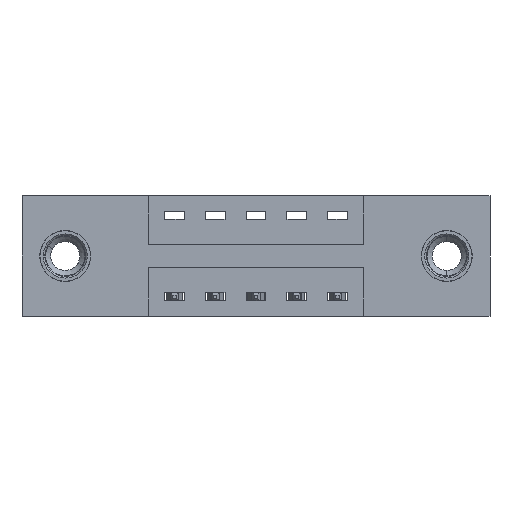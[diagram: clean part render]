
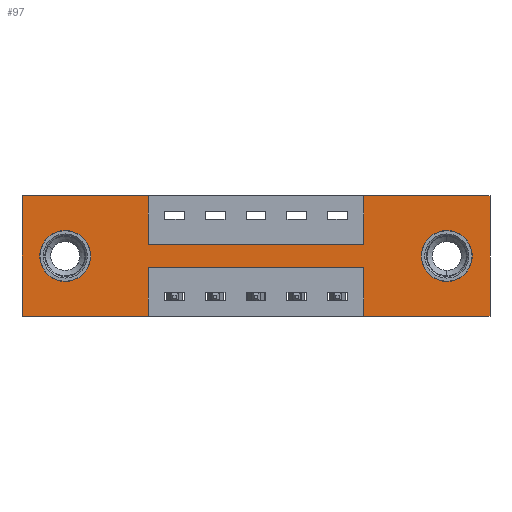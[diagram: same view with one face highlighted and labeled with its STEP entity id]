
A CAD part, front view. The second image highlights one B-rep face of the part: STEP entity #97.
In plain terms, the highlighted planar face has unit normal (0, -1, 0).
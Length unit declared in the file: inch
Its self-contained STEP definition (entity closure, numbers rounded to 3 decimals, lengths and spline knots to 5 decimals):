
#41 = ORIENTED_EDGE ( 'NONE', *, *, #2197, .F. ) ;
#97 = ADVANCED_FACE ( 'NONE', ( #8700, #7267, #7942 ), #881, .T. ) ;
#100 = VECTOR ( 'NONE', #7706, 39.37008 ) ;
#113 = CIRCLE ( 'NONE', #2549, 0.078 ) ;
#175 = DIRECTION ( 'NONE',  ( 0., -1., 0. ) ) ;
#185 = VERTEX_POINT ( 'NONE', #1819 ) ;
#248 = ORIENTED_EDGE ( 'NONE', *, *, #8292, .F. ) ;
#312 = LINE ( 'NONE', #389, #2534 ) ;
#340 = VERTEX_POINT ( 'NONE', #7806 ) ;
#389 = CARTESIAN_POINT ( 'NONE',  ( 0., 0., 0. ) ) ;
#462 = VERTEX_POINT ( 'NONE', #1807 ) ;
#502 = EDGE_LOOP ( 'NONE', ( #4417, #5664 ) ) ;
#703 = CARTESIAN_POINT ( 'NONE',  ( 0.1325, 0., -0.185 ) ) ;
#733 = VECTOR ( 'NONE', #1927, 39.37008 ) ;
#745 = VECTOR ( 'NONE', #4104, 39.37008 ) ;
#760 = DIRECTION ( 'NONE',  ( 0., 1., 0. ) ) ;
#773 = DIRECTION ( 'NONE',  ( 0., 0., -1. ) ) ;
#881 = PLANE ( 'NONE',  #2337 ) ;
#917 = CARTESIAN_POINT ( 'NONE',  ( 0., 0., -0.37 ) ) ;
#919 = LINE ( 'NONE', #3563, #4741 ) ;
#956 = LINE ( 'NONE', #3184, #3149 ) ;
#968 = CARTESIAN_POINT ( 'NONE',  ( 0.3875, 0., -0.22 ) ) ;
#1035 = DIRECTION ( 'NONE',  ( 0., 0., -1. ) ) ;
#1087 = DIRECTION ( 'NONE',  ( 0., 1., 0. ) ) ;
#1228 = CARTESIAN_POINT ( 'NONE',  ( 0.1325, 0., -0.185 ) ) ;
#1375 = DIRECTION ( 'NONE',  ( 0., 1., 0. ) ) ;
#1389 = CARTESIAN_POINT ( 'NONE',  ( 1.0475, 0., 0. ) ) ;
#1661 = VERTEX_POINT ( 'NONE', #7880 ) ;
#1700 = LINE ( 'NONE', #8896, #2233 ) ;
#1729 = LINE ( 'NONE', #5291, #733 ) ;
#1807 = CARTESIAN_POINT ( 'NONE',  ( 0.1325, 0., -0.107 ) ) ;
#1819 = CARTESIAN_POINT ( 'NONE',  ( 1.435, 0., 0. ) ) ;
#1827 = EDGE_LOOP ( 'NONE', ( #8226, #8427 ) ) ;
#1853 = EDGE_CURVE ( 'NONE', #462, #3322, #113, .T. ) ;
#1927 = DIRECTION ( 'NONE',  ( 1., 0., 0. ) ) ;
#1949 = CARTESIAN_POINT ( 'NONE',  ( 1.3025, 0., -0.107 ) ) ;
#2117 = EDGE_CURVE ( 'NONE', #5149, #4001, #1729, .T. ) ;
#2197 = EDGE_CURVE ( 'NONE', #4001, #7318, #956, .T. ) ;
#2205 = EDGE_CURVE ( 'NONE', #2956, #340, #7352, .T. ) ;
#2218 = CIRCLE ( 'NONE', #8235, 0.078 ) ;
#2233 = VECTOR ( 'NONE', #1035, 39.37008 ) ;
#2237 = CARTESIAN_POINT ( 'NONE',  ( 1.3025, 0., -0.185 ) ) ;
#2255 = DIRECTION ( 'NONE',  ( 0., 0., -1. ) ) ;
#2280 = CARTESIAN_POINT ( 'NONE',  ( 0.3875, 0., -0.22 ) ) ;
#2324 = DIRECTION ( 'NONE',  ( 0., 1., 0. ) ) ;
#2337 = AXIS2_PLACEMENT_3D ( 'NONE', #4427, #175, #2255 ) ;
#2338 = ORIENTED_EDGE ( 'NONE', *, *, #7503, .F. ) ;
#2518 = VERTEX_POINT ( 'NONE', #1389 ) ;
#2534 = VECTOR ( 'NONE', #4760, 39.37008 ) ;
#2536 = EDGE_CURVE ( 'NONE', #340, #5149, #4941, .T. ) ;
#2549 = AXIS2_PLACEMENT_3D ( 'NONE', #703, #760, #5666 ) ;
#2621 = DIRECTION ( 'NONE',  ( 0., 0., 1. ) ) ;
#2664 = LINE ( 'NONE', #3504, #745 ) ;
#2684 = CARTESIAN_POINT ( 'NONE',  ( 1.0475, 0., 0. ) ) ;
#2816 = ORIENTED_EDGE ( 'NONE', *, *, #3185, .F. ) ;
#2956 = VERTEX_POINT ( 'NONE', #7325 ) ;
#3119 = ORIENTED_EDGE ( 'NONE', *, *, #2117, .F. ) ;
#3149 = VECTOR ( 'NONE', #8061, 39.37008 ) ;
#3160 = CARTESIAN_POINT ( 'NONE',  ( 0.3875, 0., 0. ) ) ;
#3184 = CARTESIAN_POINT ( 'NONE',  ( 0.3875, 0., 0. ) ) ;
#3185 = EDGE_CURVE ( 'NONE', #8099, #4749, #919, .T. ) ;
#3202 = CARTESIAN_POINT ( 'NONE',  ( 1.0475, 0., -0.37 ) ) ;
#3236 = EDGE_CURVE ( 'NONE', #3322, #462, #2218, .T. ) ;
#3263 = CARTESIAN_POINT ( 'NONE',  ( 0.3875, 0., -0.15 ) ) ;
#3322 = VERTEX_POINT ( 'NONE', #7153 ) ;
#3425 = CARTESIAN_POINT ( 'NONE',  ( 0., 0., 0. ) ) ;
#3491 = VERTEX_POINT ( 'NONE', #1949 ) ;
#3504 = CARTESIAN_POINT ( 'NONE',  ( 1.0475, 0., -0.37 ) ) ;
#3563 = CARTESIAN_POINT ( 'NONE',  ( 0., 0., -0.37 ) ) ;
#3742 = AXIS2_PLACEMENT_3D ( 'NONE', #6603, #2324, #4408 ) ;
#4001 = VERTEX_POINT ( 'NONE', #3160 ) ;
#4104 = DIRECTION ( 'NONE',  ( 0., 0., 1. ) ) ;
#4408 = DIRECTION ( 'NONE',  ( 0., 0., -1. ) ) ;
#4417 = ORIENTED_EDGE ( 'NONE', *, *, #8378, .T. ) ;
#4427 = CARTESIAN_POINT ( 'NONE',  ( 0., 0., -0.37 ) ) ;
#4583 = CARTESIAN_POINT ( 'NONE',  ( 1.435, 0., -0.37 ) ) ;
#4741 = VECTOR ( 'NONE', #6391, 39.37008 ) ;
#4749 = VERTEX_POINT ( 'NONE', #3202 ) ;
#4760 = DIRECTION ( 'NONE',  ( 1., 0., 0. ) ) ;
#4793 = AXIS2_PLACEMENT_3D ( 'NONE', #2237, #1375, #773 ) ;
#4797 = EDGE_CURVE ( 'NONE', #1661, #2518, #9069, .T. ) ;
#4806 = ORIENTED_EDGE ( 'NONE', *, *, #2536, .F. ) ;
#4812 = DIRECTION ( 'NONE',  ( 0., 0., 1. ) ) ;
#4856 = VERTEX_POINT ( 'NONE', #968 ) ;
#4941 = LINE ( 'NONE', #3425, #8959 ) ;
#4981 = EDGE_CURVE ( 'NONE', #8728, #3491, #6427, .T. ) ;
#5002 = CARTESIAN_POINT ( 'NONE',  ( 0.3875, 0., -0.15 ) ) ;
#5092 = DIRECTION ( 'NONE',  ( -1., 0., 0. ) ) ;
#5105 = EDGE_LOOP ( 'NONE', ( #7444, #6089, #9014, #2816, #8651, #248, #7399, #2338, #41, #3119, #4806, #8336 ) ) ;
#5149 = VERTEX_POINT ( 'NONE', #8729 ) ;
#5202 = VECTOR ( 'NONE', #7025, 39.37008 ) ;
#5291 = CARTESIAN_POINT ( 'NONE',  ( 0., 0., 0. ) ) ;
#5664 = ORIENTED_EDGE ( 'NONE', *, *, #4981, .T. ) ;
#5666 = DIRECTION ( 'NONE',  ( 0., 0., 1. ) ) ;
#5741 = EDGE_CURVE ( 'NONE', #185, #8099, #8366, .T. ) ;
#5811 = EDGE_CURVE ( 'NONE', #8031, #4856, #6507, .T. ) ;
#5817 = VECTOR ( 'NONE', #6605, 39.37008 ) ;
#6089 = ORIENTED_EDGE ( 'NONE', *, *, #5811, .F. ) ;
#6391 = DIRECTION ( 'NONE',  ( -1., 0., 0. ) ) ;
#6427 = CIRCLE ( 'NONE', #4793, 0.078 ) ;
#6507 = LINE ( 'NONE', #2280, #7180 ) ;
#6603 = CARTESIAN_POINT ( 'NONE',  ( 1.3025, 0., -0.185 ) ) ;
#6605 = DIRECTION ( 'NONE',  ( -1., 0., 0. ) ) ;
#6802 = CARTESIAN_POINT ( 'NONE',  ( 1.0475, 0., -0.22 ) ) ;
#7025 = DIRECTION ( 'NONE',  ( 0., 0., 1. ) ) ;
#7153 = CARTESIAN_POINT ( 'NONE',  ( 0.1325, 0., -0.263 ) ) ;
#7179 = EDGE_CURVE ( 'NONE', #4749, #8031, #2664, .T. ) ;
#7180 = VECTOR ( 'NONE', #5092, 39.37008 ) ;
#7267 = FACE_BOUND ( 'NONE', #1827, .T. ) ;
#7318 = VERTEX_POINT ( 'NONE', #5002 ) ;
#7325 = CARTESIAN_POINT ( 'NONE',  ( 0.3875, 0., -0.37 ) ) ;
#7352 = LINE ( 'NONE', #917, #5817 ) ;
#7365 = VECTOR ( 'NONE', #8499, 39.37008 ) ;
#7399 = ORIENTED_EDGE ( 'NONE', *, *, #4797, .F. ) ;
#7444 = ORIENTED_EDGE ( 'NONE', *, *, #8115, .F. ) ;
#7503 = EDGE_CURVE ( 'NONE', #7318, #1661, #7692, .T. ) ;
#7692 = LINE ( 'NONE', #3263, #7365 ) ;
#7706 = DIRECTION ( 'NONE',  ( 0., 0., -1. ) ) ;
#7806 = CARTESIAN_POINT ( 'NONE',  ( 0., 0., -0.37 ) ) ;
#7880 = CARTESIAN_POINT ( 'NONE',  ( 1.0475, 0., -0.15 ) ) ;
#7942 = FACE_OUTER_BOUND ( 'NONE', #5105, .T. ) ;
#8031 = VERTEX_POINT ( 'NONE', #6802 ) ;
#8061 = DIRECTION ( 'NONE',  ( 0., 0., -1. ) ) ;
#8099 = VERTEX_POINT ( 'NONE', #4583 ) ;
#8115 = EDGE_CURVE ( 'NONE', #4856, #2956, #1700, .T. ) ;
#8226 = ORIENTED_EDGE ( 'NONE', *, *, #1853, .T. ) ;
#8235 = AXIS2_PLACEMENT_3D ( 'NONE', #1228, #1087, #2621 ) ;
#8292 = EDGE_CURVE ( 'NONE', #2518, #185, #312, .T. ) ;
#8336 = ORIENTED_EDGE ( 'NONE', *, *, #2205, .F. ) ;
#8366 = LINE ( 'NONE', #9106, #100 ) ;
#8378 = EDGE_CURVE ( 'NONE', #3491, #8728, #8706, .T. ) ;
#8427 = ORIENTED_EDGE ( 'NONE', *, *, #3236, .T. ) ;
#8499 = DIRECTION ( 'NONE',  ( 1., 0., 0. ) ) ;
#8651 = ORIENTED_EDGE ( 'NONE', *, *, #5741, .F. ) ;
#8700 = FACE_BOUND ( 'NONE', #502, .T. ) ;
#8706 = CIRCLE ( 'NONE', #3742, 0.078 ) ;
#8728 = VERTEX_POINT ( 'NONE', #9079 ) ;
#8729 = CARTESIAN_POINT ( 'NONE',  ( 0., 0., 0. ) ) ;
#8896 = CARTESIAN_POINT ( 'NONE',  ( 0.3875, 0., -0.37 ) ) ;
#8959 = VECTOR ( 'NONE', #4812, 39.37008 ) ;
#9014 = ORIENTED_EDGE ( 'NONE', *, *, #7179, .F. ) ;
#9069 = LINE ( 'NONE', #2684, #5202 ) ;
#9079 = CARTESIAN_POINT ( 'NONE',  ( 1.3025, 0., -0.263 ) ) ;
#9106 = CARTESIAN_POINT ( 'NONE',  ( 1.435, 0., 0. ) ) ;
